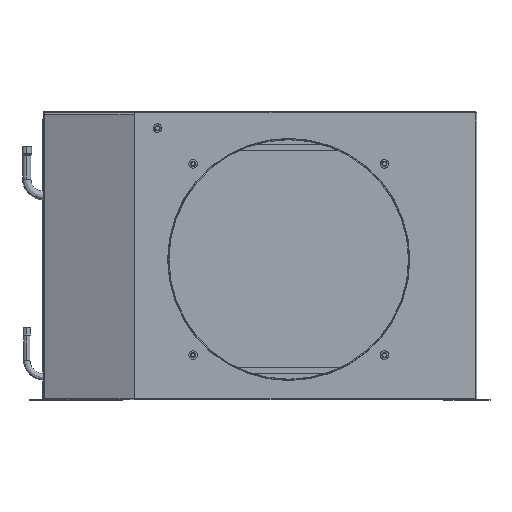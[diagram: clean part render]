
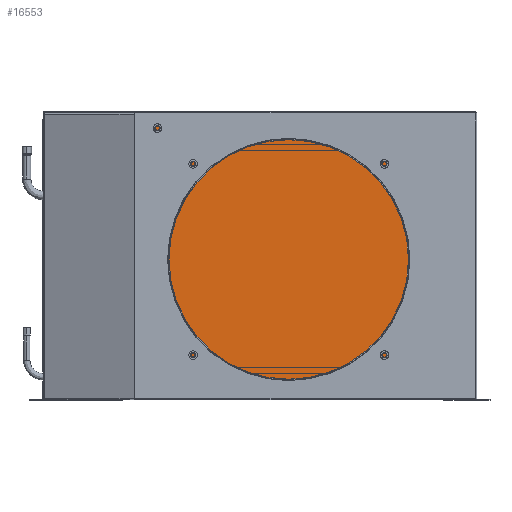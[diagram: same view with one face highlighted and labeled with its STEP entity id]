
A CAD part, top view. The second image highlights one B-rep face of the part: STEP entity #16553.
In plain terms, the highlighted face is planar.
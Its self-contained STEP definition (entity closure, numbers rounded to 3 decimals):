
#624 = CARTESIAN_POINT ( 'NONE',  ( -8., -579., 0. ) ) ;
#4370 = DIRECTION ( 'NONE',  ( 1., 0., 0. ) ) ;
#5559 = LINE ( 'NONE', #43230, #54599 ) ;
#6201 = EDGE_CURVE ( 'NONE', #33460, #21565, #14112, .T. ) ;
#7653 = VECTOR ( 'NONE', #14431, 1000. ) ;
#8900 = CARTESIAN_POINT ( 'NONE',  ( -8., -579., 424.75 ) ) ;
#9070 = FACE_OUTER_BOUND ( 'NONE', #50078, .T. ) ;
#13437 = ORIENTED_EDGE ( 'NONE', *, *, #56118, .F. ) ;
#13815 = VERTEX_POINT ( 'NONE', #58575 ) ;
#14112 = LINE ( 'NONE', #33249, #7653 ) ;
#14431 = DIRECTION ( 'NONE',  ( 0., 0., -1. ) ) ;
#15187 = VECTOR ( 'NONE', #21647, 1000. ) ;
#15747 = EDGE_CURVE ( 'NONE', #33460, #13815, #42788, .T. ) ;
#15932 = AXIS2_PLACEMENT_3D ( 'NONE', #57380, #4370, #27282 ) ;
#16553 = ADVANCED_FACE ( 'NONE', ( #9070 ), #60831, .F. ) ;
#21565 = VERTEX_POINT ( 'NONE', #37818 ) ;
#21647 = DIRECTION ( 'NONE',  ( 0., -1., 0. ) ) ;
#25437 = VERTEX_POINT ( 'NONE', #624 ) ;
#27282 = DIRECTION ( 'NONE',  ( 0., 0., -1. ) ) ;
#28661 = DIRECTION ( 'NONE',  ( 0., -1., 0. ) ) ;
#30736 = CARTESIAN_POINT ( 'NONE',  ( -8., -14.996, 424.75 ) ) ;
#33249 = CARTESIAN_POINT ( 'NONE',  ( -8., -14.996, 424.75 ) ) ;
#33460 = VERTEX_POINT ( 'NONE', #30736 ) ;
#37818 = CARTESIAN_POINT ( 'NONE',  ( -8., -14.996, 0. ) ) ;
#38927 = LINE ( 'NONE', #58051, #15187 ) ;
#40014 = ORIENTED_EDGE ( 'NONE', *, *, #52751, .T. ) ;
#42788 = LINE ( 'NONE', #8900, #61244 ) ;
#43230 = CARTESIAN_POINT ( 'NONE',  ( -8., -579., 424.75 ) ) ;
#45537 = ORIENTED_EDGE ( 'NONE', *, *, #15747, .F. ) ;
#47677 = ORIENTED_EDGE ( 'NONE', *, *, #6201, .T. ) ;
#48836 = DIRECTION ( 'NONE',  ( 0., 0., -1. ) ) ;
#50078 = EDGE_LOOP ( 'NONE', ( #40014, #13437, #45537, #47677 ) ) ;
#52751 = EDGE_CURVE ( 'NONE', #21565, #25437, #38927, .T. ) ;
#54599 = VECTOR ( 'NONE', #48836, 1000. ) ;
#56118 = EDGE_CURVE ( 'NONE', #13815, #25437, #5559, .T. ) ;
#57380 = CARTESIAN_POINT ( 'NONE',  ( -8., -579., 424.75 ) ) ;
#58051 = CARTESIAN_POINT ( 'NONE',  ( -8., -579., 0. ) ) ;
#58575 = CARTESIAN_POINT ( 'NONE',  ( -8., -579., 424.75 ) ) ;
#60831 = PLANE ( 'NONE',  #15932 ) ;
#61244 = VECTOR ( 'NONE', #28661, 1000. ) ;
